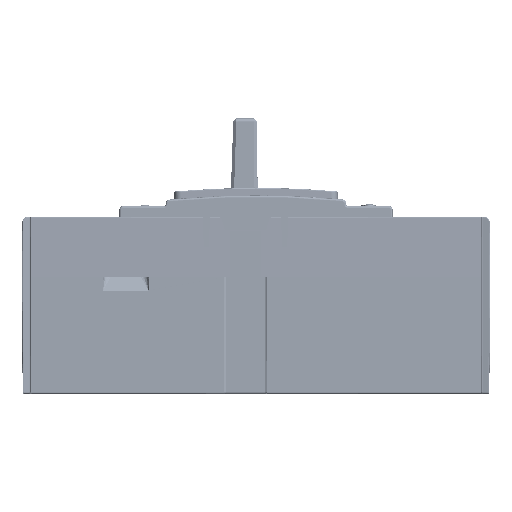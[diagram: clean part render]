
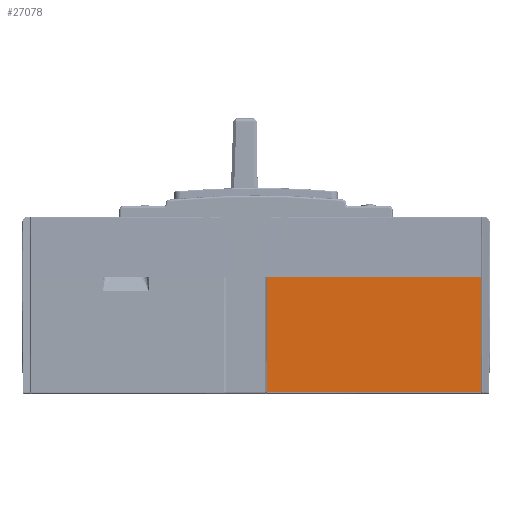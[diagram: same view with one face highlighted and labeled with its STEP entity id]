
A CAD part, front view. The second image highlights one B-rep face of the part: STEP entity #27078.
In plain terms, the highlighted planar face has unit normal (0, -1, -0.005).
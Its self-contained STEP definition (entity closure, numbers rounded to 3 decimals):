
#430=ELLIPSE('',#90499,0.3,0.3);
#432=ELLIPSE('',#90501,0.3,0.3);
#1785=LINE('',#123985,#9988);
#2292=LINE('',#125441,#10495);
#2295=LINE('',#125451,#10498);
#2305=LINE('',#125662,#10508);
#9988=VECTOR('',#99222,1.);
#10495=VECTOR('',#100297,1.);
#10498=VECTOR('',#100306,1.);
#10508=VECTOR('',#100356,1.);
#19753=PLANE('',#90502);
#22858=FACE_OUTER_BOUND('',#34859,.T.);
#27078=ADVANCED_FACE('',(#22858),#19753,.T.);
#34859=EDGE_LOOP('',(#42793,#42794,#42795,#42796,#42797,#42798));
#42793=ORIENTED_EDGE('',*,*,#75519,.T.);
#42794=ORIENTED_EDGE('',*,*,#76160,.T.);
#42795=ORIENTED_EDGE('',*,*,#76180,.F.);
#42796=ORIENTED_EDGE('',*,*,#76184,.T.);
#42797=ORIENTED_EDGE('',*,*,#76185,.F.);
#42798=ORIENTED_EDGE('',*,*,#76155,.T.);
#66766=VERTEX_POINT('',#123984);
#66767=VERTEX_POINT('',#123986);
#67207=VERTEX_POINT('',#125442);
#67210=VERTEX_POINT('',#125450);
#67221=VERTEX_POINT('',#125617);
#67222=VERTEX_POINT('',#125663);
#75519=EDGE_CURVE('',#66767,#66766,#1785,.T.);
#76155=EDGE_CURVE('',#67207,#66767,#2292,.T.);
#76160=EDGE_CURVE('',#66766,#67210,#2295,.T.);
#76180=EDGE_CURVE('',#67221,#67210,#430,.T.);
#76184=EDGE_CURVE('',#67221,#67222,#2305,.T.);
#76185=EDGE_CURVE('',#67207,#67222,#432,.T.);
#90499=AXIS2_PLACEMENT_3D('',#125618,#100352,#100353);
#90501=AXIS2_PLACEMENT_3D('',#125664,#100357,#100358);
#90502=AXIS2_PLACEMENT_3D('',#125665,#100359,#100360);
#99222=DIRECTION('',(-1.,0.,0.));
#100297=DIRECTION('',(0.,-0.005,1.));
#100306=DIRECTION('',(0.,0.005,-1.));
#100352=DIRECTION('',(0.,1.,0.005));
#100353=DIRECTION('',(0.,-0.005,1.));
#100356=DIRECTION('',(1.,0.,0.));
#100357=DIRECTION('',(0.,1.,0.005));
#100358=DIRECTION('',(0.,0.005,-1.));
#100359=DIRECTION('',(0.,-1.,-0.005));
#100360=DIRECTION('',(0.,0.005,-1.));
#123984=CARTESIAN_POINT('',(-20.9,-302.3,52.9));
#123985=CARTESIAN_POINT('',(-40.35,-302.3,52.9));
#123986=CARTESIAN_POINT('',(96.444,-302.3,52.9));
#125441=CARTESIAN_POINT('',(96.444,-302.3,52.9));
#125442=CARTESIAN_POINT('',(96.444,-301.969,-10.303));
#125450=CARTESIAN_POINT('',(-20.9,-301.969,-10.303));
#125451=CARTESIAN_POINT('',(-20.9,-302.3,52.9));
#125617=CARTESIAN_POINT('',(-20.9,-301.969,-10.304));
#125618=CARTESIAN_POINT('',(-20.6,-301.969,-10.303));
#125662=CARTESIAN_POINT('',(-155.4,-301.969,-10.304));
#125663=CARTESIAN_POINT('',(96.444,-301.969,-10.304));
#125664=CARTESIAN_POINT('',(96.144,-301.969,-10.303));
#125665=CARTESIAN_POINT('',(-155.4,-302.3,52.9));
